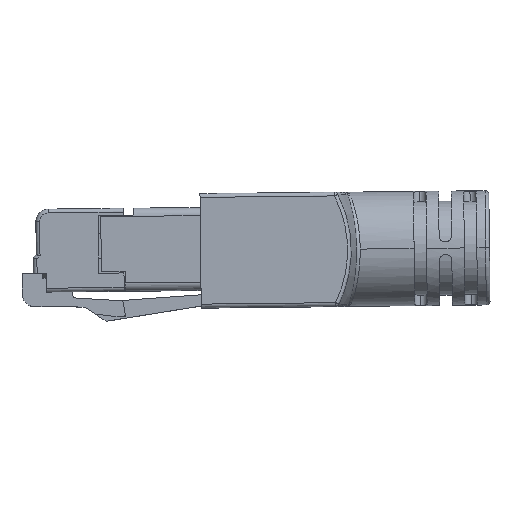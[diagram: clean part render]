
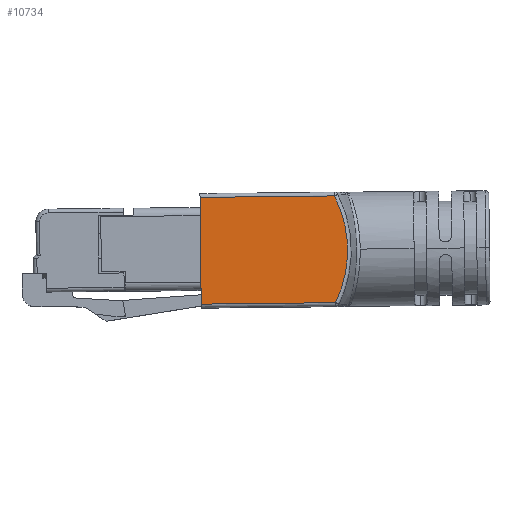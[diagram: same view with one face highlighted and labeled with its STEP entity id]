
A CAD part, top view. The second image highlights one B-rep face of the part: STEP entity #10734.
In plain terms, the highlighted planar face has unit normal (0, 0, 1).
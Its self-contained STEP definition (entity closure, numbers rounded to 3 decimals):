
#44 = CARTESIAN_POINT ( 'NONE',  ( 199.239, -524.423, 7.1 ) ) ;
#55 = CARTESIAN_POINT ( 'NONE',  ( 209.938, -524.307, 7.1 ) ) ;
#82 = CARTESIAN_POINT ( 'NONE',  ( 210.897, -519.684, 7.1 ) ) ;
#163 = CARTESIAN_POINT ( 'NONE',  ( 210.779, -518.594, 7.1 ) ) ;
#542 = CARTESIAN_POINT ( 'NONE',  ( 212.141, -524.583, 7.1 ) ) ;
#690 = VERTEX_POINT ( 'NONE', #8952 ) ;
#909 = CARTESIAN_POINT ( 'NONE',  ( 210.904, -520.415, 7.1 ) ) ;
#911 = VECTOR ( 'NONE', #1568, 1000. ) ;
#1277 = VERTEX_POINT ( 'NONE', #2668 ) ;
#1403 = PLANE ( 'NONE',  #10582 ) ;
#1568 = DIRECTION ( 'NONE',  ( -0.011, 1., 0. ) ) ;
#1901 = FACE_OUTER_BOUND ( 'NONE', #3110, .T. ) ;
#2301 = ORIENTED_EDGE ( 'NONE', *, *, #4838, .T. ) ;
#2376 = CARTESIAN_POINT ( 'NONE',  ( 199.242, -524.723, 7.1 ) ) ;
#2506 = CARTESIAN_POINT ( 'NONE',  ( 209.846, -515.808, 7.1 ) ) ;
#2668 = CARTESIAN_POINT ( 'NONE',  ( 209.938, -524.307, 7.1 ) ) ;
#2717 = CARTESIAN_POINT ( 'NONE',  ( 210.872, -519.32, 7.1 ) ) ;
#2830 = CARTESIAN_POINT ( 'NONE',  ( 209.846, -515.808, 7.1 ) ) ;
#2953 = CARTESIAN_POINT ( 'NONE',  ( 212.138, -524.283, 7.1 ) ) ;
#3064 = VERTEX_POINT ( 'NONE', #44 ) ;
#3110 = EDGE_LOOP ( 'NONE', ( #8443, #2301, #9737, #7895 ) ) ;
#3313 = CARTESIAN_POINT ( 'NONE',  ( 199.147, -515.923, 7.1 ) ) ;
#3516 = VERTEX_POINT ( 'NONE', #2506 ) ;
#3610 = CARTESIAN_POINT ( 'NONE',  ( 210.444, -517.154, 7.1 ) ) ;
#3947 = DIRECTION ( 'NONE',  ( 1., 0.011, 0. ) ) ;
#4005 = VECTOR ( 'NONE', #3947, 1000. ) ;
#4363 = VECTOR ( 'NONE', #10479, 1000. ) ;
#4572 = CARTESIAN_POINT ( 'NONE',  ( 210.505, -522.952, 7.1 ) ) ;
#4838 = EDGE_CURVE ( 'NONE', #3516, #690, #6714, .T. ) ;
#6223 = CARTESIAN_POINT ( 'NONE',  ( 210.887, -520.782, 7.1 ) ) ;
#6375 = CARTESIAN_POINT ( 'NONE',  ( 210.185, -516.466, 7.1 ) ) ;
#6714 = LINE ( 'NONE', #3313, #4363 ) ;
#7239 = CARTESIAN_POINT ( 'NONE',  ( 210.809, -521.517, 7.1 ) ) ;
#7511 = EDGE_CURVE ( 'NONE', #3064, #1277, #9300, .T. ) ;
#7895 = ORIENTED_EDGE ( 'NONE', *, *, #7511, .T. ) ;
#7944 = B_SPLINE_CURVE_WITH_KNOTS ( 'NONE', 3,
 ( #55, #9876, #4572, #10761, #7239, #6223, #909, #82, #2717, #163, #8915, #3610, #6375, #2830 ),
 .UNSPECIFIED., .F., .F.,
 ( 4, 2, 2, 2, 2, 2, 4 ),
 ( 0., 0.002, 0.003, 0.004, 0.005, 0.007, 0.009 ),
 .UNSPECIFIED. ) ;
#7960 = LINE ( 'NONE', #2376, #911 ) ;
#8104 = EDGE_CURVE ( 'NONE', #1277, #3516, #7944, .T. ) ;
#8443 = ORIENTED_EDGE ( 'NONE', *, *, #8104, .T. ) ;
#8544 = DIRECTION ( 'NONE',  ( 0., 0., -1. ) ) ;
#8587 = DIRECTION ( 'NONE',  ( 1., 0.011, 0. ) ) ;
#8915 = CARTESIAN_POINT ( 'NONE',  ( 210.711, -518.23, 7.1 ) ) ;
#8952 = CARTESIAN_POINT ( 'NONE',  ( 199.147, -515.923, 7.1 ) ) ;
#9095 = EDGE_CURVE ( 'NONE', #3064, #690, #7960, .T. ) ;
#9300 = LINE ( 'NONE', #2953, #4005 ) ;
#9737 = ORIENTED_EDGE ( 'NONE', *, *, #9095, .F. ) ;
#9876 = CARTESIAN_POINT ( 'NONE',  ( 210.263, -523.642, 7.1 ) ) ;
#10479 = DIRECTION ( 'NONE',  ( -1., -0.011, 0. ) ) ;
#10582 = AXIS2_PLACEMENT_3D ( 'NONE', #542, #8544, #8587 ) ;
#10734 = ADVANCED_FACE ( 'NONE', ( #1901 ), #1403, .F. ) ;
#10761 = CARTESIAN_POINT ( 'NONE',  ( 210.748, -521.881, 7.1 ) ) ;
